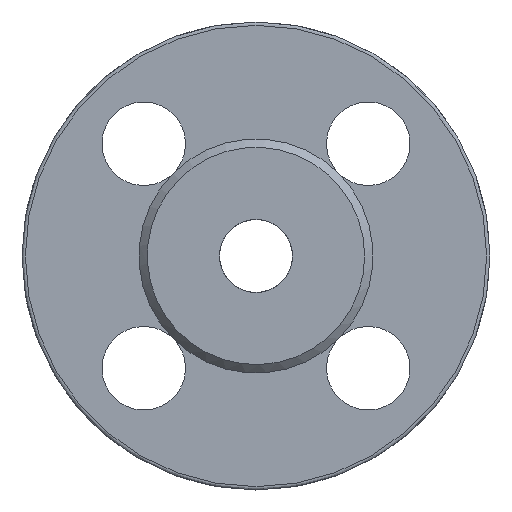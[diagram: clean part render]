
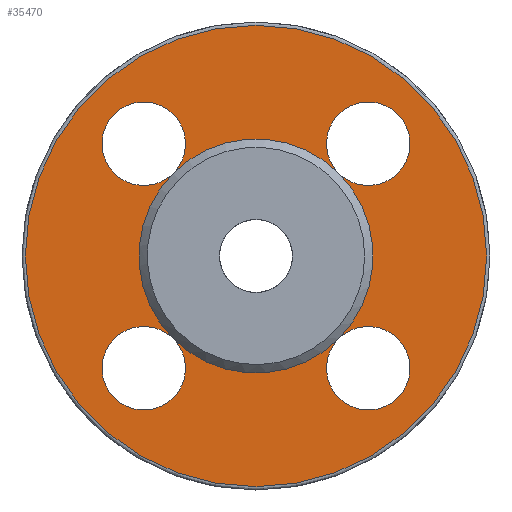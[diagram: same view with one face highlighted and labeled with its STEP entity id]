
A CAD part, front view. The second image highlights one B-rep face of the part: STEP entity #35470.
In plain terms, the highlighted free-form (B-spline) face has degree [1, 1] with [2, 2] control points.
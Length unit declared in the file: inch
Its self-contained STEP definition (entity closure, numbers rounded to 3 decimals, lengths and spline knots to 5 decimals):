
#34900=CARTESIAN_POINT('',(-116.95911,54.5432,13.91224));
#34901=VERTEX_POINT('',#34900);
#34902=CARTESIAN_POINT('',(-117.18008,54.32222,13.91224));
#34903=DIRECTION('',(0.,0.,-1.0));
#34904=DIRECTION('',(0.707,-0.707,0.));
#34905=AXIS2_PLACEMENT_3D('',#34902,#34903,#34904);
#34906=CIRCLE('',#34905,0.3125);
#34907=EDGE_CURVE('',#34901,#34901,#34906,.T.);
#34928=CARTESIAN_POINT('',(-115.72168,54.5432,13.91224));
#34929=VERTEX_POINT('',#34928);
#34930=CARTESIAN_POINT('',(-115.50071,54.32222,13.91224));
#34931=DIRECTION('',(0.,0.,-1.0));
#34932=DIRECTION('',(0.707,-0.707,0.));
#34933=AXIS2_PLACEMENT_3D('',#34930,#34931,#34932);
#34934=CIRCLE('',#34933,0.3125);
#34935=EDGE_CURVE('',#34929,#34929,#34934,.T.);
#34977=CARTESIAN_POINT('',(-115.72168,55.78063,13.91224));
#34978=VERTEX_POINT('',#34977);
#34979=CARTESIAN_POINT('',(-116.34039,55.16191,13.91224));
#34980=DIRECTION('',(0.0,0.0,1.0));
#34981=DIRECTION('',(1.0,0.0,0.0));
#34982=AXIS2_PLACEMENT_3D('',#34979,#34980,#34981);
#34983=CIRCLE('',#34982,0.875);
#34984=EDGE_CURVE('',#34929,#34978,#34983,.T.);
#34986=CARTESIAN_POINT('',(-116.95911,55.78063,13.91224));
#34987=VERTEX_POINT('',#34986);
#34988=CARTESIAN_POINT('',(-116.34039,55.16191,13.91224));
#34989=DIRECTION('',(0.0,0.0,1.0));
#34990=DIRECTION('',(1.0,0.0,0.0));
#34991=AXIS2_PLACEMENT_3D('',#34988,#34989,#34990);
#34992=CIRCLE('',#34991,0.875);
#34993=EDGE_CURVE('',#34978,#34987,#34992,.T.);
#34995=CARTESIAN_POINT('',(-116.34039,55.16191,13.91224));
#34996=DIRECTION('',(0.0,0.0,-1.0));
#34997=DIRECTION('',(1.0,0.0,0.0));
#34998=AXIS2_PLACEMENT_3D('',#34995,#34996,#34997);
#34999=CIRCLE('',#34998,0.875);
#35000=EDGE_CURVE('',#34901,#34987,#34999,.T.);
#35002=CARTESIAN_POINT('',(-116.34039,55.16191,13.91224));
#35003=DIRECTION('',(0.0,0.0,-1.0));
#35004=DIRECTION('',(1.0,0.0,0.0));
#35005=AXIS2_PLACEMENT_3D('',#35002,#35003,#35004);
#35006=CIRCLE('',#35005,0.875);
#35007=EDGE_CURVE('',#34929,#34901,#35006,.T.);
#35185=CARTESIAN_POINT('',(-117.18008,56.0016,13.91224));
#35186=DIRECTION('',(0.,0.,1.));
#35187=DIRECTION('',(0.707,0.707,0.));
#35188=AXIS2_PLACEMENT_3D('',#35185,#35186,#35187);
#35189=CIRCLE('',#35188,0.3125);
#35190=EDGE_CURVE('',#34987,#34987,#35189,.T.);
#35224=CARTESIAN_POINT('',(-115.50071,56.0016,13.91224));
#35225=DIRECTION('',(0.,0.,1.));
#35226=DIRECTION('',(0.707,0.707,0.));
#35227=AXIS2_PLACEMENT_3D('',#35224,#35225,#35226);
#35228=CIRCLE('',#35227,0.3125);
#35229=EDGE_CURVE('',#34978,#34978,#35228,.T.);
#35437=CARTESIAN_POINT('',(-114.61539,55.16191,13.91224));
#35438=VERTEX_POINT('',#35437);
#35439=CARTESIAN_POINT('',(-116.34039,55.16191,13.91224));
#35440=DIRECTION('',(0.0,0.0,1.0));
#35441=DIRECTION('',(0.0,1.0,0.0));
#35442=AXIS2_PLACEMENT_3D('',#35439,#35440,#35441);
#35443=CIRCLE('',#35442,1.725);
#35444=EDGE_CURVE('',#35438,#35438,#35443,.T.);
#35452=CARTESIAN_POINT('',(-112.89039,55.16191,13.91224));
#35453=CARTESIAN_POINT('',(-116.34039,58.61191,13.91224));
#35454=CARTESIAN_POINT('',(-116.34039,51.71191,13.91224));
#35455=CARTESIAN_POINT('',(-119.79039,55.16191,13.91224));
#35456=B_SPLINE_SURFACE_WITH_KNOTS('',1,1,((#35452,#35454),(#35453,#35455)),.UNSPECIFIED.,.F.,.F.,.U.,(2,2),(2,2),(0.0,4.87904),(0.0,4.87904),.UNSPECIFIED.);
#35457=ORIENTED_EDGE('',*,*,#35444,.T.);
#35458=EDGE_LOOP('',(#35457));
#35459=FACE_OUTER_BOUND('',#35458,.T.);
#35460=ORIENTED_EDGE('',*,*,#34984,.F.);
#35461=ORIENTED_EDGE('',*,*,#34935,.T.);
#35462=ORIENTED_EDGE('',*,*,#35007,.T.);
#35463=ORIENTED_EDGE('',*,*,#34907,.T.);
#35464=ORIENTED_EDGE('',*,*,#35000,.T.);
#35465=ORIENTED_EDGE('',*,*,#35190,.F.);
#35466=ORIENTED_EDGE('',*,*,#34993,.F.);
#35467=ORIENTED_EDGE('',*,*,#35229,.F.);
#35468=EDGE_LOOP('',(#35460,#35461,#35462,#35463,#35464,#35465,#35466,#35467));
#35469=FACE_BOUND('',#35468,.T.);
#35470=ADVANCED_FACE('',(#35459,#35469),#35456,.T.);
